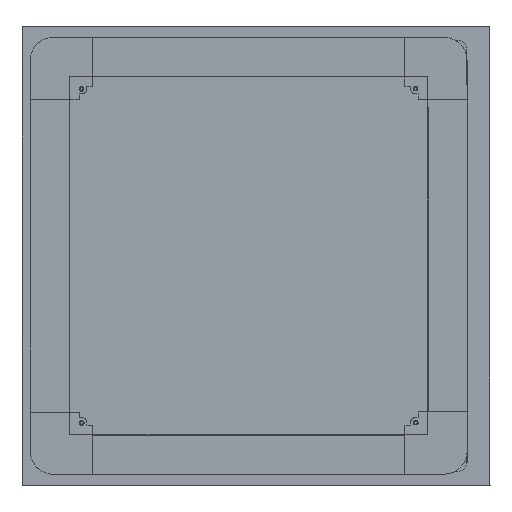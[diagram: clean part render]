
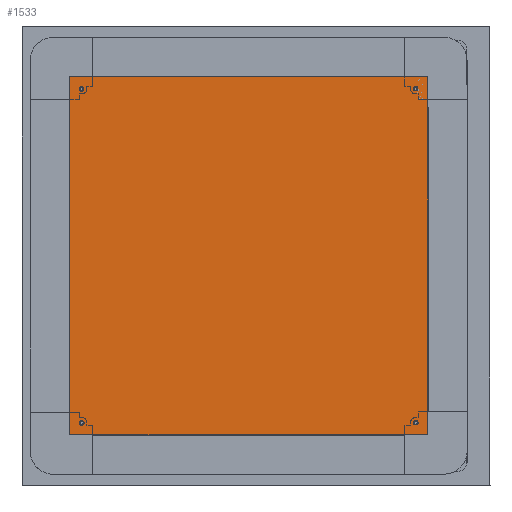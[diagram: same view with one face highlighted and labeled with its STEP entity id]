
A CAD part, top view. The second image highlights one B-rep face of the part: STEP entity #1533.
In plain terms, the highlighted face is planar.
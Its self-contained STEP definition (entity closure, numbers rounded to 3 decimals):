
#19 = CIRCLE ( 'NONE', #4047, 2.5 ) ;
#28 = CARTESIAN_POINT ( 'NONE',  ( -178.5, -178.5, 0.8 ) ) ;
#42 = LINE ( 'NONE', #1105, #597 ) ;
#57 = VECTOR ( 'NONE', #2879, 1000. ) ;
#82 = VERTEX_POINT ( 'NONE', #3382 ) ;
#170 = DIRECTION ( 'NONE',  ( 0., 0., 1. ) ) ;
#198 = DIRECTION ( 'NONE',  ( 1., 0., 0. ) ) ;
#208 = CARTESIAN_POINT ( 'NONE',  ( -181., -178.5, 0.8 ) ) ;
#262 = ORIENTED_EDGE ( 'NONE', *, *, #1557, .F. ) ;
#284 = AXIS2_PLACEMENT_3D ( 'NONE', #2713, #3049, #1007 ) ;
#303 = CARTESIAN_POINT ( 'NONE',  ( -181., 178.5, 0.8 ) ) ;
#375 = EDGE_LOOP ( 'NONE', ( #3529, #262 ) ) ;
#379 = ORIENTED_EDGE ( 'NONE', *, *, #3729, .F. ) ;
#381 = FACE_BOUND ( 'NONE', #816, .T. ) ;
#442 = CARTESIAN_POINT ( 'NONE',  ( -178.5, 178.5, 0.8 ) ) ;
#453 = FACE_BOUND ( 'NONE', #375, .T. ) ;
#466 = DIRECTION ( 'NONE',  ( 0., 0., 1. ) ) ;
#485 = DIRECTION ( 'NONE',  ( 1., 0., 0. ) ) ;
#523 = VERTEX_POINT ( 'NONE', #3460 ) ;
#590 = DIRECTION ( 'NONE',  ( 0., 0., 1. ) ) ;
#597 = VECTOR ( 'NONE', #2146, 1000. ) ;
#626 = AXIS2_PLACEMENT_3D ( 'NONE', #1259, #1939, #2304 ) ;
#650 = ORIENTED_EDGE ( 'NONE', *, *, #2239, .F. ) ;
#695 = CARTESIAN_POINT ( 'NONE',  ( 176., -178.5, 0.8 ) ) ;
#767 = EDGE_LOOP ( 'NONE', ( #1301, #1538 ) ) ;
#816 = EDGE_LOOP ( 'NONE', ( #3531, #379 ) ) ;
#827 = FACE_BOUND ( 'NONE', #767, .T. ) ;
#876 = ORIENTED_EDGE ( 'NONE', *, *, #2153, .T. ) ;
#877 = CARTESIAN_POINT ( 'NONE',  ( -176., 178.5, 0.8 ) ) ;
#885 = CARTESIAN_POINT ( 'NONE',  ( 176., 178.5, 0.8 ) ) ;
#942 = EDGE_CURVE ( 'NONE', #3893, #1610, #2269, .T. ) ;
#992 = FACE_BOUND ( 'NONE', #2889, .T. ) ;
#1007 = DIRECTION ( 'NONE',  ( 1., 0., 0. ) ) ;
#1103 = CARTESIAN_POINT ( 'NONE',  ( -178.5, -178.5, 0.8 ) ) ;
#1105 = CARTESIAN_POINT ( 'NONE',  ( -191.25, -191.25, 0.8 ) ) ;
#1245 = EDGE_LOOP ( 'NONE', ( #876, #3558, #1527, #2436 ) ) ;
#1251 = CARTESIAN_POINT ( 'NONE',  ( -176., -178.5, 0.8 ) ) ;
#1259 = CARTESIAN_POINT ( 'NONE',  ( 178.5, -178.5, 0.8 ) ) ;
#1268 = DIRECTION ( 'NONE',  ( 1., 0., 0. ) ) ;
#1301 = ORIENTED_EDGE ( 'NONE', *, *, #2607, .F. ) ;
#1319 = DIRECTION ( 'NONE',  ( 1., 0., 0. ) ) ;
#1409 = CARTESIAN_POINT ( 'NONE',  ( -191.25, 191.25, 0.8 ) ) ;
#1425 = DIRECTION ( 'NONE',  ( -1., 0., 0. ) ) ;
#1527 = ORIENTED_EDGE ( 'NONE', *, *, #3607, .T. ) ;
#1533 = ADVANCED_FACE ( 'NONE', ( #827, #453, #2924, #381, #992 ), #1953, .F. ) ;
#1538 = ORIENTED_EDGE ( 'NONE', *, *, #2540, .F. ) ;
#1557 = EDGE_CURVE ( 'NONE', #1610, #3893, #19, .T. ) ;
#1572 = DIRECTION ( 'NONE',  ( 0., 0., 1. ) ) ;
#1610 = VERTEX_POINT ( 'NONE', #877 ) ;
#1612 = AXIS2_PLACEMENT_3D ( 'NONE', #1103, #590, #1319 ) ;
#1631 = VERTEX_POINT ( 'NONE', #885 ) ;
#1666 = AXIS2_PLACEMENT_3D ( 'NONE', #28, #170, #198 ) ;
#1675 = LINE ( 'NONE', #1409, #1806 ) ;
#1806 = VECTOR ( 'NONE', #1425, 1000. ) ;
#1868 = EDGE_CURVE ( 'NONE', #4100, #523, #1675, .T. ) ;
#1898 = DIRECTION ( 'NONE',  ( 0., 0., 1. ) ) ;
#1939 = DIRECTION ( 'NONE',  ( 0., 0., 1. ) ) ;
#1941 = VERTEX_POINT ( 'NONE', #2126 ) ;
#1953 = PLANE ( 'NONE',  #3793 ) ;
#2036 = CARTESIAN_POINT ( 'NONE',  ( -191.25, -191.25, 0.8 ) ) ;
#2041 = DIRECTION ( 'NONE',  ( 0., 0., -1. ) ) ;
#2055 = DIRECTION ( 'NONE',  ( -1., 0., 0. ) ) ;
#2111 = VERTEX_POINT ( 'NONE', #3716 ) ;
#2126 = CARTESIAN_POINT ( 'NONE',  ( 181., 178.5, 0.8 ) ) ;
#2146 = DIRECTION ( 'NONE',  ( 0., -1., 0. ) ) ;
#2153 = EDGE_CURVE ( 'NONE', #523, #2111, #42, .T. ) ;
#2166 = CARTESIAN_POINT ( 'NONE',  ( -178.5, 178.5, 0.8 ) ) ;
#2170 = DIRECTION ( 'NONE',  ( 0., 0., 1. ) ) ;
#2171 = DIRECTION ( 'NONE',  ( 1., 0., 0. ) ) ;
#2181 = LINE ( 'NONE', #4011, #2434 ) ;
#2239 = EDGE_CURVE ( 'NONE', #3366, #3664, #2518, .T. ) ;
#2269 = CIRCLE ( 'NONE', #2491, 2.5 ) ;
#2271 = CIRCLE ( 'NONE', #1612, 2.5 ) ;
#2304 = DIRECTION ( 'NONE',  ( 1., 0., 0. ) ) ;
#2369 = LINE ( 'NONE', #2525, #57 ) ;
#2434 = VECTOR ( 'NONE', #1268, 1000. ) ;
#2436 = ORIENTED_EDGE ( 'NONE', *, *, #1868, .T. ) ;
#2491 = AXIS2_PLACEMENT_3D ( 'NONE', #442, #466, #485 ) ;
#2518 = CIRCLE ( 'NONE', #626, 2.5 ) ;
#2525 = CARTESIAN_POINT ( 'NONE',  ( 191.25, -191.25, 0.8 ) ) ;
#2540 = EDGE_CURVE ( 'NONE', #2886, #4352, #2271, .T. ) ;
#2607 = EDGE_CURVE ( 'NONE', #4352, #2886, #2794, .T. ) ;
#2713 = CARTESIAN_POINT ( 'NONE',  ( 178.5, 178.5, 0.8 ) ) ;
#2794 = CIRCLE ( 'NONE', #1666, 2.5 ) ;
#2879 = DIRECTION ( 'NONE',  ( 0., 1., 0. ) ) ;
#2886 = VERTEX_POINT ( 'NONE', #1251 ) ;
#2889 = EDGE_LOOP ( 'NONE', ( #650, #4235 ) ) ;
#2893 = CARTESIAN_POINT ( 'NONE',  ( 181., -178.5, 0.8 ) ) ;
#2901 = EDGE_CURVE ( 'NONE', #3664, #3366, #3050, .T. ) ;
#2924 = FACE_OUTER_BOUND ( 'NONE', #1245, .T. ) ;
#3047 = CIRCLE ( 'NONE', #284, 2.5 ) ;
#3049 = DIRECTION ( 'NONE',  ( 0., 0., 1. ) ) ;
#3050 = CIRCLE ( 'NONE', #4211, 2.5 ) ;
#3081 = CIRCLE ( 'NONE', #3840, 2.5 ) ;
#3088 = CARTESIAN_POINT ( 'NONE',  ( 191.25, 191.25, 0.8 ) ) ;
#3259 = EDGE_CURVE ( 'NONE', #1631, #1941, #3047, .T. ) ;
#3366 = VERTEX_POINT ( 'NONE', #695 ) ;
#3382 = CARTESIAN_POINT ( 'NONE',  ( 191.25, -191.25, 0.8 ) ) ;
#3460 = CARTESIAN_POINT ( 'NONE',  ( -191.25, 191.25, 0.8 ) ) ;
#3529 = ORIENTED_EDGE ( 'NONE', *, *, #942, .F. ) ;
#3531 = ORIENTED_EDGE ( 'NONE', *, *, #3259, .F. ) ;
#3558 = ORIENTED_EDGE ( 'NONE', *, *, #3839, .T. ) ;
#3607 = EDGE_CURVE ( 'NONE', #82, #4100, #2369, .T. ) ;
#3635 = CARTESIAN_POINT ( 'NONE',  ( 178.5, -178.5, 0.8 ) ) ;
#3664 = VERTEX_POINT ( 'NONE', #2893 ) ;
#3716 = CARTESIAN_POINT ( 'NONE',  ( -191.25, -191.25, 0.8 ) ) ;
#3729 = EDGE_CURVE ( 'NONE', #1941, #1631, #3081, .T. ) ;
#3793 = AXIS2_PLACEMENT_3D ( 'NONE', #2036, #2041, #2055 ) ;
#3839 = EDGE_CURVE ( 'NONE', #2111, #82, #2181, .T. ) ;
#3840 = AXIS2_PLACEMENT_3D ( 'NONE', #3956, #1898, #4301 ) ;
#3893 = VERTEX_POINT ( 'NONE', #303 ) ;
#3954 = DIRECTION ( 'NONE',  ( 1., 0., 0. ) ) ;
#3956 = CARTESIAN_POINT ( 'NONE',  ( 178.5, 178.5, 0.8 ) ) ;
#4011 = CARTESIAN_POINT ( 'NONE',  ( -191.25, -191.25, 0.8 ) ) ;
#4047 = AXIS2_PLACEMENT_3D ( 'NONE', #2166, #2170, #2171 ) ;
#4100 = VERTEX_POINT ( 'NONE', #3088 ) ;
#4211 = AXIS2_PLACEMENT_3D ( 'NONE', #3635, #1572, #3954 ) ;
#4235 = ORIENTED_EDGE ( 'NONE', *, *, #2901, .F. ) ;
#4301 = DIRECTION ( 'NONE',  ( 1., 0., 0. ) ) ;
#4352 = VERTEX_POINT ( 'NONE', #208 ) ;
